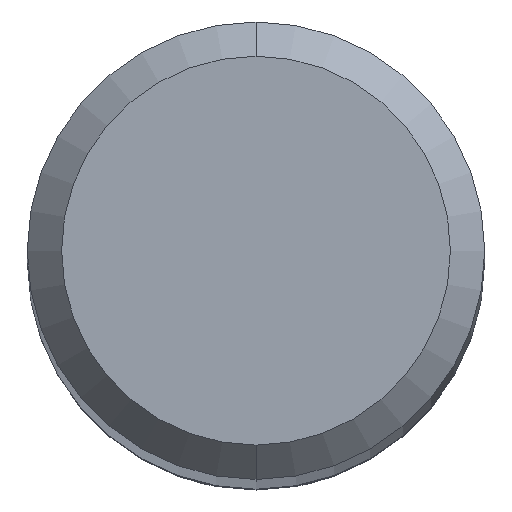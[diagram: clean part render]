
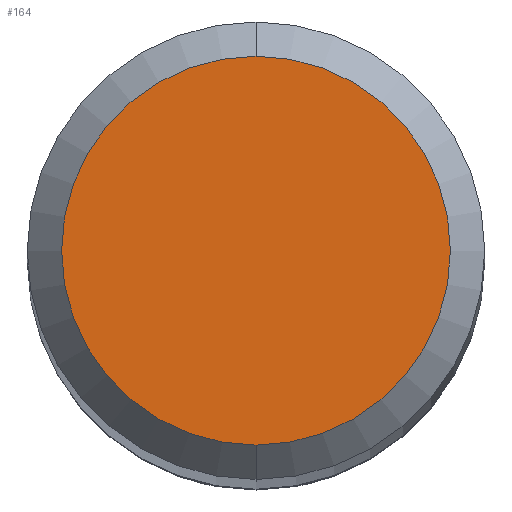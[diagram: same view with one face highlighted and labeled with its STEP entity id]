
A CAD part, top view. The second image highlights one B-rep face of the part: STEP entity #164.
In plain terms, the highlighted planar face has unit normal (0, 0, 1).
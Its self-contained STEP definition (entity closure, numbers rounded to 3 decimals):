
#154=VERTEX_POINT('',#323);
#164=ADVANCED_FACE('',(#333),#334,.T.);
#178=EDGE_CURVE('',#228,#154,#349,.T.);
#228=VERTEX_POINT('',#408);
#230=EDGE_CURVE('',#154,#228,#410,.T.);
#323=CARTESIAN_POINT('',(0.0,1.7,0.0));
#333=FACE_OUTER_BOUND('',#530,.T.);
#334=PLANE('',#531);
#349=CIRCLE('',#551,1.7);
#408=CARTESIAN_POINT('',(0.,-1.7,0.0));
#410=CIRCLE('',#624,1.7);
#530=EDGE_LOOP('',(#741,#742));
#531=AXIS2_PLACEMENT_3D('',#743,#744,#745);
#551=AXIS2_PLACEMENT_3D('',#756,#757,#758);
#624=AXIS2_PLACEMENT_3D('',#835,#836,#837);
#741=ORIENTED_EDGE('',*,*,#230,.F.);
#742=ORIENTED_EDGE('',*,*,#178,.F.);
#743=CARTESIAN_POINT('',(0.0,0.85,0.0));
#744=DIRECTION('',(-0.0,0.0,1.0));
#745=DIRECTION('',(0.0,-1.0,0.0));
#756=CARTESIAN_POINT('',(0.0,0.0,0.0));
#757=DIRECTION('',(0.0,0.0,-1.0));
#758=DIRECTION('',(0.0,1.0,0.0));
#835=CARTESIAN_POINT('',(0.0,0.0,0.0));
#836=DIRECTION('',(0.0,0.0,-1.0));
#837=DIRECTION('',(0.0,1.0,0.0));
